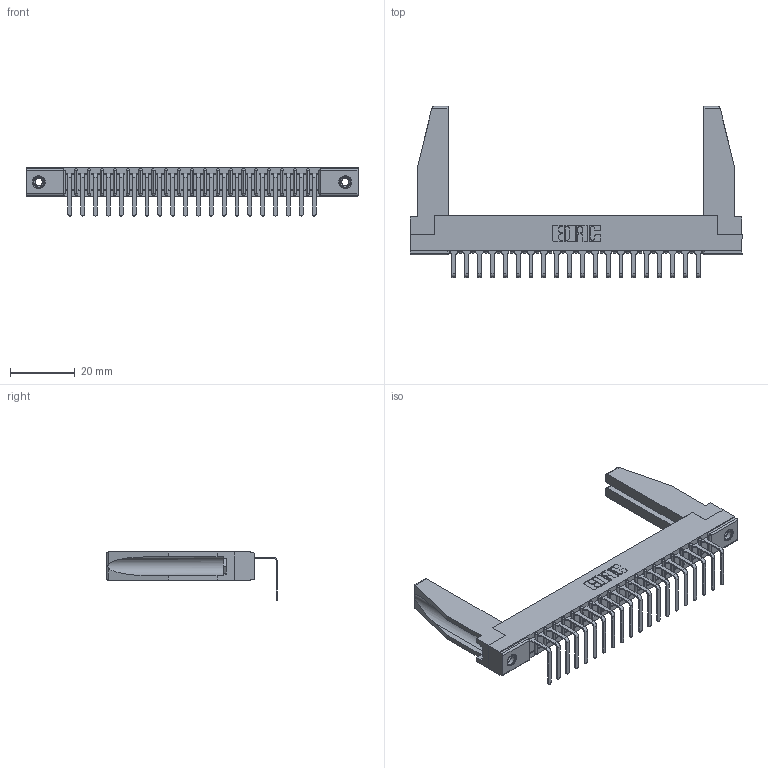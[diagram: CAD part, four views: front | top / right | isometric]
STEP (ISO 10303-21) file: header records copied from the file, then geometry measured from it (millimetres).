
FILE_DESCRIPTION (( 'STEP AP203' ), '1' );
FILE_NAME ('307-020-558-178.STEP', '2019-09-04T13:16:52', ( '' ), ( '' ), 'SwSTEP 2.0', 'SolidWorks 2016', '' );
FILE_SCHEMA (( 'CONFIG_CONTROL_DESIGN' ));
Length unit declared in the file: inch
Products named in the file (5): 307-220-078; 345-250-001_345-250-001-102; 307-290-001_558 - 2 (Single); 307-020-558-178; 307 Part_.156 Dia Mounting Holes
Assembly tree (25 placements, depth 2):
  307-020-558-178
    307 Part_.156 Dia Mounting Holes
    307-290-001_558 - 2 (Single)  x20
    307-220-078  x2
    345-250-001_345-250-001-102  x2
Bounding box: 102.26 x 52.67 x 14.81 mm (x, y, z)
Volume: 10545.3 mm3; surface area: 14460.9 mm2
Topology: 25 solids, 25 shells, 1469 faces, 4133 edges, 2662 vertices
Faces by surface type: plane 934, cylinder 477, sphere 42, cone 12, torus 4
Entity records: 22401 total; most frequent: CARTESIAN_POINT 3766, ORIENTED_EDGE 3708, DIRECTION 3632, EDGE_CURVE 1854, LINE 1416, VECTOR 1416, VERTEX_POINT 1200, AXIS2_PLACEMENT_3D 1108
